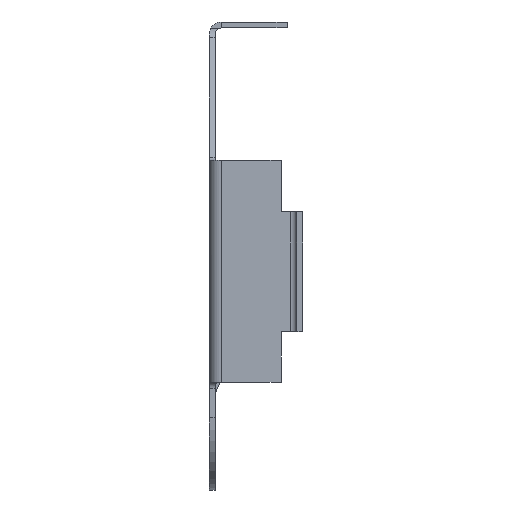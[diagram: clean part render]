
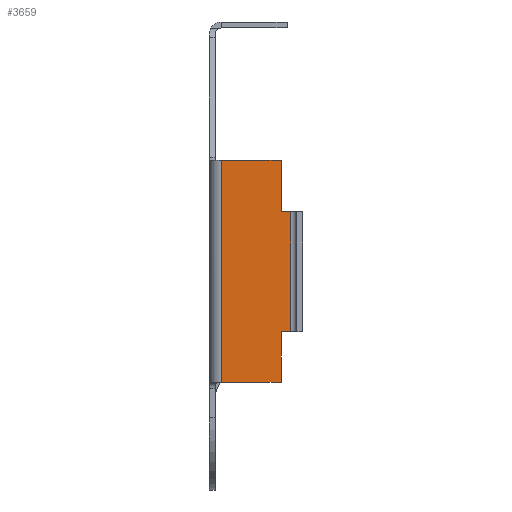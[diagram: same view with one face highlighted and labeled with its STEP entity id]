
A CAD part, left-side view. The second image highlights one B-rep face of the part: STEP entity #3659.
In plain terms, the highlighted planar face has unit normal (-1, 0, 0).
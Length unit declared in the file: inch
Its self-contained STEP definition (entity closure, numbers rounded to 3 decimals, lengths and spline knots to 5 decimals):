
#29 = DIRECTION ( 'NONE',  ( 0., 1., 0. ) ) ;
#152 = LINE ( 'NONE', #1143, #2184 ) ;
#215 = CARTESIAN_POINT ( 'NONE',  ( -0.4155, 0.036, 0.18 ) ) ;
#267 = EDGE_CURVE ( 'NONE', #1768, #3036, #2036, .T. ) ;
#283 = ORIENTED_EDGE ( 'NONE', *, *, #2718, .T. ) ;
#521 = VERTEX_POINT ( 'NONE', #716 ) ;
#615 = VECTOR ( 'NONE', #2105, 39.37008 ) ;
#618 = DIRECTION ( 'NONE',  ( 0., -1., 0. ) ) ;
#649 = LINE ( 'NONE', #3190, #2455 ) ;
#716 = CARTESIAN_POINT ( 'NONE',  ( -0.4155, 0.036, -0.106 ) ) ;
#750 = VERTEX_POINT ( 'NONE', #3739 ) ;
#789 = ORIENTED_EDGE ( 'NONE', *, *, #1166, .T. ) ;
#797 = CARTESIAN_POINT ( 'NONE',  ( -0.4155, 0.136, -0.191 ) ) ;
#801 = ORIENTED_EDGE ( 'NONE', *, *, #2821, .F. ) ;
#964 = LINE ( 'NONE', #1192, #3725 ) ;
#1037 = PLANE ( 'NONE',  #3235 ) ;
#1121 = ORIENTED_EDGE ( 'NONE', *, *, #1132, .F. ) ;
#1132 = EDGE_CURVE ( 'NONE', #750, #3155, #2660, .T. ) ;
#1143 = CARTESIAN_POINT ( 'NONE',  ( -0.4155, 0.02, 0.094 ) ) ;
#1166 = EDGE_CURVE ( 'NONE', #2257, #3155, #1565, .T. ) ;
#1192 = CARTESIAN_POINT ( 'NONE',  ( -0.4155, 0.036, 0.29672 ) ) ;
#1260 = CARTESIAN_POINT ( 'NONE',  ( -0.4155, 0.136, -0.191 ) ) ;
#1271 = CARTESIAN_POINT ( 'NONE',  ( -0.4155, 0.02, -0.106 ) ) ;
#1337 = DIRECTION ( 'NONE',  ( 1., 0., 0. ) ) ;
#1429 = VERTEX_POINT ( 'NONE', #1271 ) ;
#1501 = CARTESIAN_POINT ( 'NONE',  ( -0.4155, 0.036, -0.106 ) ) ;
#1560 = VECTOR ( 'NONE', #2945, 39.37008 ) ;
#1565 = LINE ( 'NONE', #3206, #1932 ) ;
#1601 = LINE ( 'NONE', #1501, #1560 ) ;
#1652 = CARTESIAN_POINT ( 'NONE',  ( -0.4155, 0.02, 0.094 ) ) ;
#1694 = LINE ( 'NONE', #3265, #615 ) ;
#1757 = ORIENTED_EDGE ( 'NONE', *, *, #267, .T. ) ;
#1768 = VERTEX_POINT ( 'NONE', #2259 ) ;
#1909 = ORIENTED_EDGE ( 'NONE', *, *, #3399, .T. ) ;
#1932 = VECTOR ( 'NONE', #3227, 39.37008 ) ;
#2036 = LINE ( 'NONE', #1260, #3482 ) ;
#2105 = DIRECTION ( 'NONE',  ( 0., 0., 1. ) ) ;
#2106 = EDGE_CURVE ( 'NONE', #1429, #521, #1601, .T. ) ;
#2178 = ORIENTED_EDGE ( 'NONE', *, *, #2268, .F. ) ;
#2184 = VECTOR ( 'NONE', #29, 39.37008 ) ;
#2224 = DIRECTION ( 'NONE',  ( 0., 0., 1. ) ) ;
#2257 = VERTEX_POINT ( 'NONE', #3274 ) ;
#2259 = CARTESIAN_POINT ( 'NONE',  ( -0.4155, 0.136, -0.191 ) ) ;
#2268 = EDGE_CURVE ( 'NONE', #1768, #750, #1694, .T. ) ;
#2291 = CARTESIAN_POINT ( 'NONE',  ( -0.4155, 0.136, 0.18 ) ) ;
#2378 = FACE_OUTER_BOUND ( 'NONE', #2732, .T. ) ;
#2455 = VECTOR ( 'NONE', #3205, 39.37008 ) ;
#2458 = CARTESIAN_POINT ( 'NONE',  ( -0.4155, 0.036, -0.191 ) ) ;
#2660 = LINE ( 'NONE', #2291, #3211 ) ;
#2682 = ORIENTED_EDGE ( 'NONE', *, *, #2106, .F. ) ;
#2718 = EDGE_CURVE ( 'NONE', #3198, #2257, #152, .T. ) ;
#2732 = EDGE_LOOP ( 'NONE', ( #2682, #1909, #283, #789, #1121, #2178, #1757, #801 ) ) ;
#2821 = EDGE_CURVE ( 'NONE', #521, #3036, #964, .T. ) ;
#2945 = DIRECTION ( 'NONE',  ( 0., 1., 0. ) ) ;
#3036 = VERTEX_POINT ( 'NONE', #2458 ) ;
#3155 = VERTEX_POINT ( 'NONE', #215 ) ;
#3190 = CARTESIAN_POINT ( 'NONE',  ( -0.4155, 0.02, -0.191 ) ) ;
#3198 = VERTEX_POINT ( 'NONE', #1652 ) ;
#3205 = DIRECTION ( 'NONE',  ( 0., 0., 1. ) ) ;
#3206 = CARTESIAN_POINT ( 'NONE',  ( -0.4155, 0.036, -0.42572 ) ) ;
#3211 = VECTOR ( 'NONE', #618, 39.37008 ) ;
#3221 = DIRECTION ( 'NONE',  ( 0., 0., -1. ) ) ;
#3227 = DIRECTION ( 'NONE',  ( 0., 0., 1. ) ) ;
#3235 = AXIS2_PLACEMENT_3D ( 'NONE', #797, #1337, #2224 ) ;
#3265 = CARTESIAN_POINT ( 'NONE',  ( -0.4155, 0.136, -0.191 ) ) ;
#3274 = CARTESIAN_POINT ( 'NONE',  ( -0.4155, 0.036, 0.094 ) ) ;
#3288 = DIRECTION ( 'NONE',  ( 0., -1., 0. ) ) ;
#3399 = EDGE_CURVE ( 'NONE', #1429, #3198, #649, .T. ) ;
#3482 = VECTOR ( 'NONE', #3288, 39.37008 ) ;
#3659 = ADVANCED_FACE ( 'NONE', ( #2378 ), #1037, .F. ) ;
#3725 = VECTOR ( 'NONE', #3221, 39.37008 ) ;
#3739 = CARTESIAN_POINT ( 'NONE',  ( -0.4155, 0.136, 0.18 ) ) ;
